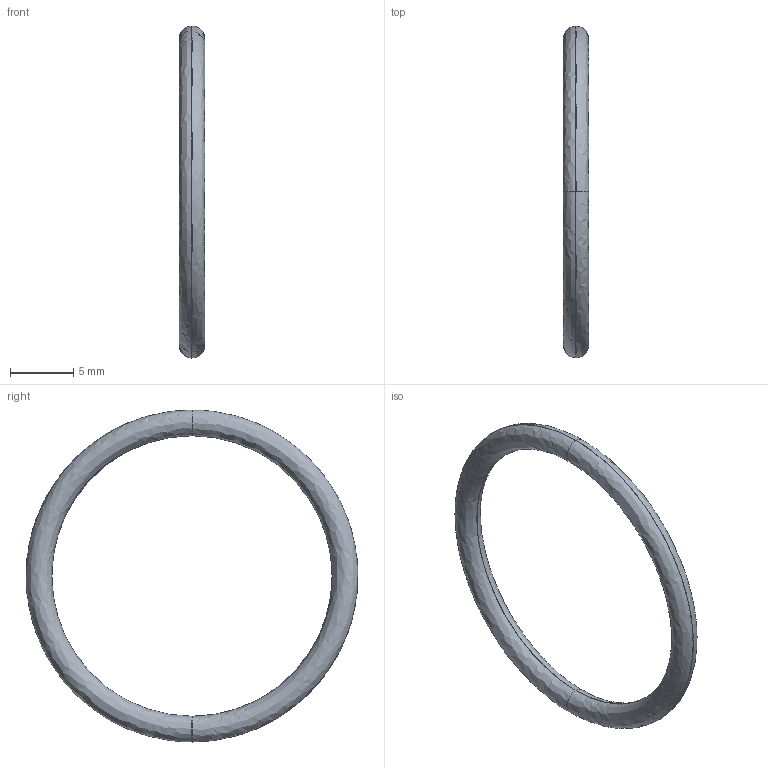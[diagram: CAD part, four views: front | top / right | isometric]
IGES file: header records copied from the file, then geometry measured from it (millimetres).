
Start section: SolidWorks IGES file using analytic representation for surfaces
Global section: file name: OM-25-BN.IGS; native system: SolidWorks 2007; preprocessor: SolidWorks 2007; author: BSI 05; date: 080329.132320; units: inch
Bounding box: 2.03 x 26.13 x 26.16 mm (x, y, z)
Surface area: 483.9 mm2 (no closed solid volume)
Topology: 0 solids, 0 shells, 4 faces, 16 edges, 16 vertices
Faces by surface type: bspline 4
